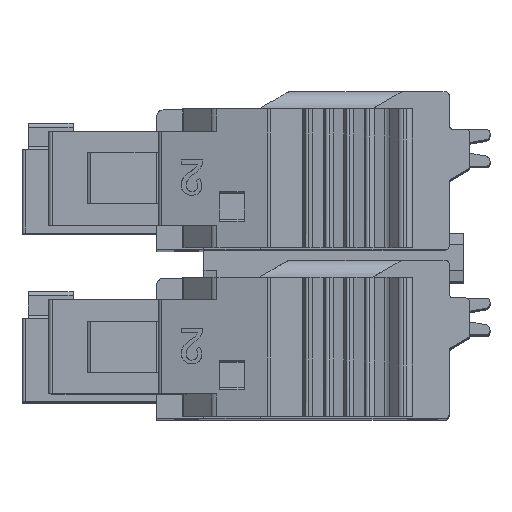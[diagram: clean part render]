
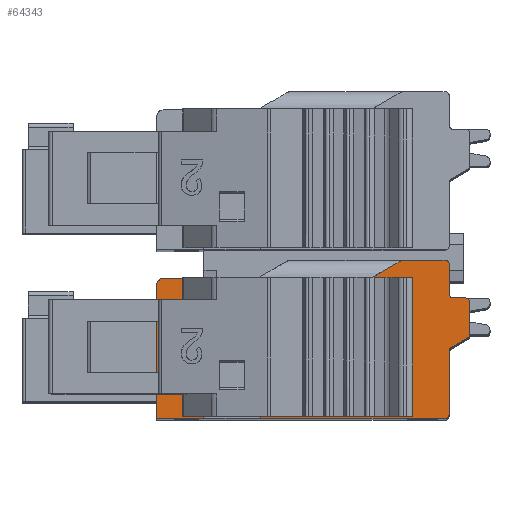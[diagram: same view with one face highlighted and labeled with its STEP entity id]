
A CAD part, top view. The second image highlights one B-rep face of the part: STEP entity #64343.
In plain terms, the highlighted planar face has unit normal (0, 0, 1).
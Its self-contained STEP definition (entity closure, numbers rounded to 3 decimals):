
#8388=DIRECTION('',(0.,-1.,0.));
#8389=VECTOR('',#8388,6.75);
#8390=CARTESIAN_POINT('',(26.932,15.188,58.275));
#8391=LINE('',#8390,#8389);
#8392=DIRECTION('',(1.,0.,0.));
#8393=VECTOR('',#8392,2.497);
#8394=CARTESIAN_POINT('',(27.901,15.188,58.275));
#8395=LINE('',#8394,#8393);
#8396=DIRECTION('',(0.866,0.5,0.));
#8397=VECTOR('',#8396,1.8);
#8398=CARTESIAN_POINT('',(30.397,15.188,58.275));
#8399=LINE('',#8398,#8397);
#8400=DIRECTION('',(1.,0.,0.));
#8401=VECTOR('',#8400,2.1);
#8402=CARTESIAN_POINT('',(31.956,16.088,58.275));
#8403=LINE('',#8402,#8401);
#8404=CARTESIAN_POINT('',(34.056,15.888,58.275));
#8405=DIRECTION('',(0.,0.,-1.));
#8406=DIRECTION('',(0.,1.,0.));
#8407=AXIS2_PLACEMENT_3D('',#8404,#8405,#8406);
#8409=DIRECTION('',(0.,-1.,0.));
#8410=VECTOR('',#8409,1.45);
#8411=CARTESIAN_POINT('',(34.256,15.888,58.275));
#8412=LINE('',#8411,#8410);
#8413=CARTESIAN_POINT('',(34.456,14.438,58.275));
#8414=DIRECTION('',(0.,0.,1.));
#8415=DIRECTION('',(-1.,0.,0.));
#8416=AXIS2_PLACEMENT_3D('',#8413,#8414,#8415);
#8418=DIRECTION('',(1.,0.,0.));
#8419=VECTOR('',#8418,0.6);
#8420=CARTESIAN_POINT('',(34.456,14.238,58.275));
#8421=LINE('',#8420,#8419);
#8422=CARTESIAN_POINT('',(35.056,14.038,58.275));
#8423=DIRECTION('',(0.,0.,-1.));
#8424=DIRECTION('',(0.,1.,0.));
#8425=AXIS2_PLACEMENT_3D('',#8422,#8423,#8424);
#8427=DIRECTION('',(0.,-1.,0.));
#8428=VECTOR('',#8427,1.585);
#8429=CARTESIAN_POINT('',(35.256,14.038,58.275));
#8430=LINE('',#8429,#8428);
#8431=CARTESIAN_POINT('',(35.056,12.453,58.275));
#8432=DIRECTION('',(0.,0.,-1.));
#8433=DIRECTION('',(1.,0.,0.));
#8434=AXIS2_PLACEMENT_3D('',#8431,#8432,#8433);
#8436=DIRECTION('',(-0.866,-0.5,0.));
#8437=VECTOR('',#8436,0.924);
#8438=CARTESIAN_POINT('',(35.156,12.28,58.275));
#8439=LINE('',#8438,#8437);
#8440=CARTESIAN_POINT('',(34.456,11.645,58.275));
#8441=DIRECTION('',(0.,0.,1.));
#8442=DIRECTION('',(-0.5,0.866,0.));
#8443=AXIS2_PLACEMENT_3D('',#8440,#8441,#8442);
#8445=DIRECTION('',(0.,-1.,0.));
#8446=VECTOR('',#8445,3.107);
#8447=CARTESIAN_POINT('',(34.256,11.645,58.275));
#8448=LINE('',#8447,#8446);
#8449=CARTESIAN_POINT('',(34.056,8.538,58.275));
#8450=DIRECTION('',(0.,0.,-1.));
#8451=DIRECTION('',(1.,0.,0.));
#8452=AXIS2_PLACEMENT_3D('',#8449,#8450,#8451);
#8454=DIRECTION('',(-1.,0.,0.));
#8455=VECTOR('',#8454,14.1);
#8456=CARTESIAN_POINT('',(34.056,8.338,58.275));
#8457=LINE('',#8456,#8455);
#8458=DIRECTION('',(0.,1.,0.));
#8459=VECTOR('',#8458,6.55);
#8460=CARTESIAN_POINT('',(19.956,8.338,58.275));
#8461=LINE('',#8460,#8459);
#8462=CARTESIAN_POINT('',(20.256,14.888,58.275));
#8463=DIRECTION('',(0.,0.,-1.));
#8464=DIRECTION('',(-1.,0.,0.));
#8465=AXIS2_PLACEMENT_3D('',#8462,#8463,#8464);
#8467=DIRECTION('',(1.,0.,0.));
#8468=VECTOR('',#8467,6.676);
#8469=CARTESIAN_POINT('',(20.256,15.188,58.275));
#8470=LINE('',#8469,#8468);
#8471=DIRECTION('',(0.,-1.,0.));
#8472=VECTOR('',#8471,5.73);
#8473=CARTESIAN_POINT('',(22.765,14.218,58.275));
#8474=LINE('',#8473,#8472);
#8475=DIRECTION('',(0.,1.,0.));
#8476=VECTOR('',#8475,5.73);
#8477=CARTESIAN_POINT('',(24.486,8.488,58.275));
#8478=LINE('',#8477,#8476);
#8487=DIRECTION('',(0.,-1.,0.));
#8488=VECTOR('',#8487,6.75);
#8489=CARTESIAN_POINT('',(27.901,15.188,58.275));
#8490=LINE('',#8489,#8488);
#8631=DIRECTION('',(-1.,0.,0.));
#8632=VECTOR('',#8631,0.968);
#8633=CARTESIAN_POINT('',(27.901,8.438,58.275));
#8634=LINE('',#8633,#8632);
#9268=DIRECTION('',(-1.,0.,0.));
#9269=VECTOR('',#9268,1.721);
#9270=CARTESIAN_POINT('',(24.486,8.488,58.275));
#9271=LINE('',#9270,#9269);
#9284=DIRECTION('',(1.,0.,0.));
#9285=VECTOR('',#9284,1.721);
#9286=CARTESIAN_POINT('',(22.765,14.218,58.275));
#9287=LINE('',#9286,#9285);
#42518=CARTESIAN_POINT('',(34.256,8.538,58.275));
#42520=VERTEX_POINT('',#42518);
#42522=CARTESIAN_POINT('',(34.256,11.645,58.275));
#42523=VERTEX_POINT('',#42522);
#42994=CARTESIAN_POINT('',(34.056,8.338,58.275));
#42996=VERTEX_POINT('',#42994);
#42998=CARTESIAN_POINT('',(19.956,8.338,58.275));
#43000=VERTEX_POINT('',#42998);
#43439=CARTESIAN_POINT('',(19.956,14.888,58.275));
#43440=VERTEX_POINT('',#43439);
#44255=CARTESIAN_POINT('',(30.397,15.188,58.275));
#44256=VERTEX_POINT('',#44255);
#44257=CARTESIAN_POINT('',(27.901,15.188,58.275));
#44258=VERTEX_POINT('',#44257);
#44265=CARTESIAN_POINT('',(26.932,15.188,58.275));
#44266=VERTEX_POINT('',#44265);
#44267=CARTESIAN_POINT('',(20.256,15.188,58.275));
#44268=VERTEX_POINT('',#44267);
#46717=CARTESIAN_POINT('',(34.356,11.818,58.275));
#46718=VERTEX_POINT('',#46717);
#46719=CARTESIAN_POINT('',(35.156,12.28,58.275));
#46720=VERTEX_POINT('',#46719);
#46721=CARTESIAN_POINT('',(26.932,8.438,58.275));
#46722=VERTEX_POINT('',#46721);
#46723=CARTESIAN_POINT('',(27.901,8.438,58.275));
#46724=VERTEX_POINT('',#46723);
#46725=CARTESIAN_POINT('',(31.956,16.088,58.275));
#46726=VERTEX_POINT('',#46725);
#46727=CARTESIAN_POINT('',(34.056,16.088,58.275));
#46728=VERTEX_POINT('',#46727);
#46729=CARTESIAN_POINT('',(34.256,15.888,58.275));
#46730=VERTEX_POINT('',#46729);
#46731=CARTESIAN_POINT('',(34.256,14.438,58.275));
#46732=VERTEX_POINT('',#46731);
#46733=CARTESIAN_POINT('',(34.456,14.238,58.275));
#46734=VERTEX_POINT('',#46733);
#46735=CARTESIAN_POINT('',(35.056,14.238,58.275));
#46736=VERTEX_POINT('',#46735);
#46737=CARTESIAN_POINT('',(35.256,14.038,58.275));
#46738=VERTEX_POINT('',#46737);
#46739=CARTESIAN_POINT('',(35.256,12.453,58.275));
#46740=VERTEX_POINT('',#46739);
#46741=CARTESIAN_POINT('',(22.765,14.218,58.275));
#46742=CARTESIAN_POINT('',(22.765,8.488,58.275));
#46743=VERTEX_POINT('',#46741);
#46744=VERTEX_POINT('',#46742);
#46745=CARTESIAN_POINT('',(24.486,8.488,58.275));
#46746=VERTEX_POINT('',#46745);
#46747=CARTESIAN_POINT('',(24.486,14.218,58.275));
#46748=VERTEX_POINT('',#46747);
#64293=CARTESIAN_POINT('',(26.228,12.858,58.275));
#64294=DIRECTION('',(0.,0.,1.));
#64295=DIRECTION('',(1.,0.,0.));
#64296=AXIS2_PLACEMENT_3D('',#64293,#64294,#64295);
#64297=PLANE('',#64296);
#64299=ORIENTED_EDGE('',*,*,#64298,.T.);
#64301=ORIENTED_EDGE('',*,*,#64300,.F.);
#64303=ORIENTED_EDGE('',*,*,#64302,.F.);
#64304=ORIENTED_EDGE('',*,*,#59678,.T.);
#64306=ORIENTED_EDGE('',*,*,#64305,.T.);
#64307=ORIENTED_EDGE('',*,*,#63897,.T.);
#64309=ORIENTED_EDGE('',*,*,#64308,.T.);
#64311=ORIENTED_EDGE('',*,*,#64310,.T.);
#64313=ORIENTED_EDGE('',*,*,#64312,.T.);
#64315=ORIENTED_EDGE('',*,*,#64314,.T.);
#64317=ORIENTED_EDGE('',*,*,#64316,.T.);
#64319=ORIENTED_EDGE('',*,*,#64318,.T.);
#64321=ORIENTED_EDGE('',*,*,#64320,.T.);
#64322=ORIENTED_EDGE('',*,*,#64285,.T.);
#64323=ORIENTED_EDGE('',*,*,#64274,.T.);
#64324=ORIENTED_EDGE('',*,*,#58268,.T.);
#64325=ORIENTED_EDGE('',*,*,#58479,.T.);
#64326=ORIENTED_EDGE('',*,*,#58494,.T.);
#64327=ORIENTED_EDGE('',*,*,#58783,.T.);
#64329=ORIENTED_EDGE('',*,*,#64328,.T.);
#64330=ORIENTED_EDGE('',*,*,#59688,.T.);
#64331=EDGE_LOOP('',(#64299,#64301,#64303,#64304,#64306,#64307,#64309,#64311,
#64313,#64315,#64317,#64319,#64321,#64322,#64323,#64324,#64325,#64326,#64327,
#64329,#64330));
#64332=FACE_OUTER_BOUND('',#64331,.F.);
#64334=ORIENTED_EDGE('',*,*,#64333,.T.);
#64336=ORIENTED_EDGE('',*,*,#64335,.F.);
#64338=ORIENTED_EDGE('',*,*,#64337,.T.);
#64340=ORIENTED_EDGE('',*,*,#64339,.F.);
#64341=EDGE_LOOP('',(#64334,#64336,#64338,#64340));
#64342=FACE_BOUND('',#64341,.F.);
#8408=CIRCLE('',#8407,0.2);
#8417=CIRCLE('',#8416,0.2);
#8426=CIRCLE('',#8425,0.2);
#8435=CIRCLE('',#8434,0.2);
#8444=CIRCLE('',#8443,0.2);
#8453=CIRCLE('',#8452,0.2);
#8466=CIRCLE('',#8465,0.3);
#58268=EDGE_CURVE('',#42523,#42520,#8448,.T.);
#58479=EDGE_CURVE('',#42520,#42996,#8453,.T.);
#58494=EDGE_CURVE('',#42996,#43000,#8457,.T.);
#58783=EDGE_CURVE('',#43000,#43440,#8461,.T.);
#59678=EDGE_CURVE('',#44258,#44256,#8395,.T.);
#59688=EDGE_CURVE('',#44268,#44266,#8470,.T.);
#63897=EDGE_CURVE('',#46726,#46728,#8403,.T.);
#64274=EDGE_CURVE('',#46718,#42523,#8444,.T.);
#64285=EDGE_CURVE('',#46720,#46718,#8439,.T.);
#64298=EDGE_CURVE('',#44266,#46722,#8391,.T.);
#64300=EDGE_CURVE('',#46724,#46722,#8634,.T.);
#64302=EDGE_CURVE('',#44258,#46724,#8490,.T.);
#64305=EDGE_CURVE('',#44256,#46726,#8399,.T.);
#64308=EDGE_CURVE('',#46728,#46730,#8408,.T.);
#64310=EDGE_CURVE('',#46730,#46732,#8412,.T.);
#64312=EDGE_CURVE('',#46732,#46734,#8417,.T.);
#64314=EDGE_CURVE('',#46734,#46736,#8421,.T.);
#64316=EDGE_CURVE('',#46736,#46738,#8426,.T.);
#64318=EDGE_CURVE('',#46738,#46740,#8430,.T.);
#64320=EDGE_CURVE('',#46740,#46720,#8435,.T.);
#64328=EDGE_CURVE('',#43440,#44268,#8466,.T.);
#64333=EDGE_CURVE('',#46743,#46744,#8474,.T.);
#64335=EDGE_CURVE('',#46746,#46744,#9271,.T.);
#64337=EDGE_CURVE('',#46746,#46748,#8478,.T.);
#64339=EDGE_CURVE('',#46743,#46748,#9287,.T.);
#64343=ADVANCED_FACE('',(#64332,#64342),#64297,.T.);
